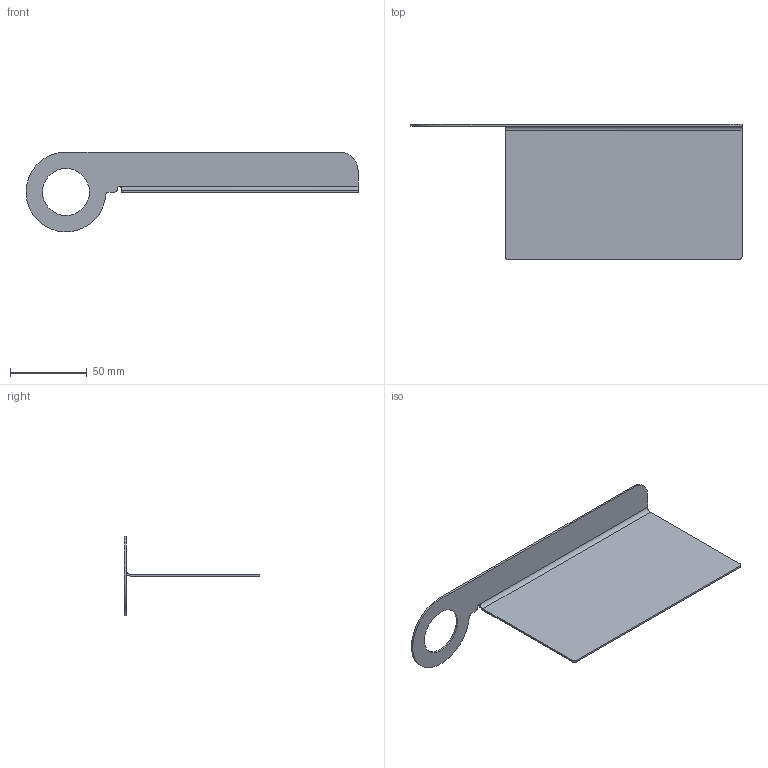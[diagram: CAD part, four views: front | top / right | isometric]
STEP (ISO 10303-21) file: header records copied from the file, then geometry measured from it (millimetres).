
FILE_DESCRIPTION((''),'2;1');
FILE_NAME('186121_ASM','2015-02-06T',('pdmadmin'),(''),'PRO/ENGINEER BY PARAMETRIC TECHNOLOGY CORPORATION, 2013230','PRO/ENGINEER BY PARAMETRIC TECHNOLOGY CORPORATION, 2013230','');
FILE_SCHEMA(('CONFIG_CONTROL_DESIGN'));
Length unit declared in the file: millimetre
Products named in the file (2): 186122; 186121_ASM
Assembly tree (1 placements, depth 2):
  186121_ASM
    186122
Bounding box: 215.99 x 88 x 51.97 mm (x, y, z)
Volume: 22697.3 mm3; surface area: 38767.7 mm2
Topology: 1 solids, 1 shells, 420 faces, 1182 edges, 786 vertices
Faces by surface type: plane 408, cylinder 11, bspline 1
Entity records: 13393 total; most frequent: CARTESIAN_POINT 2438, ORIENTED_EDGE 2364, DIRECTION 2048, EDGE_CURVE 1182, VECTOR 1156, LINE 1156, VERTEX_POINT 786, AXIS2_PLACEMENT_3D 446
